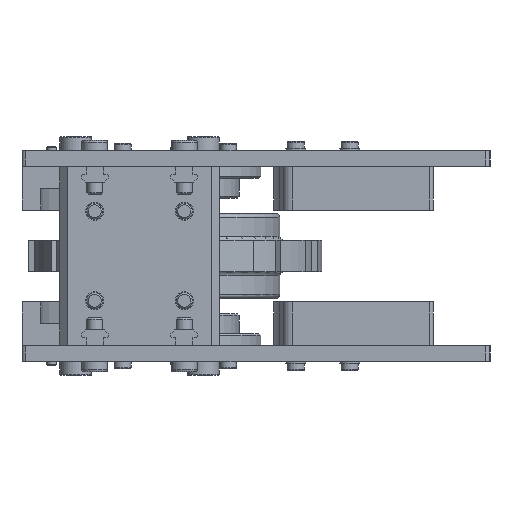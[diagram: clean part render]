
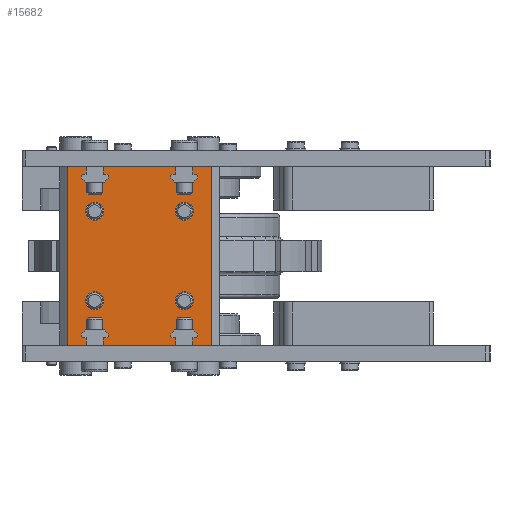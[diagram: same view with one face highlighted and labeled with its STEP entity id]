
A CAD part, left-side view. The second image highlights one B-rep face of the part: STEP entity #15682.
In plain terms, the highlighted face is planar.
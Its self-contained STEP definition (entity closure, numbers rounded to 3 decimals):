
#754=FACE_BOUND('',#3074,.T.);
#755=FACE_BOUND('',#3075,.T.);
#756=FACE_BOUND('',#3076,.T.);
#757=FACE_BOUND('',#3077,.T.);
#1260=PLANE('',#17530);
#2035=FACE_OUTER_BOUND('',#3073,.T.);
#3073=EDGE_LOOP('',(#14295,#14296,#14297,#14298));
#3074=EDGE_LOOP('',(#14299));
#3075=EDGE_LOOP('',(#14300));
#3076=EDGE_LOOP('',(#14301));
#3077=EDGE_LOOP('',(#14302));
#4565=LINE('',#26476,#6051);
#4571=LINE('',#26488,#6057);
#4581=LINE('',#26520,#6067);
#4584=LINE('',#26525,#6070);
#6051=VECTOR('',#21683,10.);
#6057=VECTOR('',#21693,10.);
#6067=VECTOR('',#21721,10.);
#6070=VECTOR('',#21726,10.);
#6709=CIRCLE('',#17531,4.5);
#6710=CIRCLE('',#17532,4.5);
#6711=CIRCLE('',#17533,4.5);
#6712=CIRCLE('',#17534,4.5);
#8114=VERTEX_POINT('',#26473);
#8115=VERTEX_POINT('',#26475);
#8119=VERTEX_POINT('',#26487);
#8132=VERTEX_POINT('',#26519);
#8134=VERTEX_POINT('',#26526);
#8135=VERTEX_POINT('',#26528);
#8136=VERTEX_POINT('',#26530);
#8137=VERTEX_POINT('',#26532);
#10192=EDGE_CURVE('',#8114,#8115,#4565,.T.);
#10198=EDGE_CURVE('',#8119,#8115,#4571,.T.);
#10214=EDGE_CURVE('',#8119,#8132,#4581,.T.);
#10217=EDGE_CURVE('',#8114,#8132,#4584,.T.);
#10218=EDGE_CURVE('',#8134,#8134,#6709,.T.);
#10219=EDGE_CURVE('',#8135,#8135,#6710,.T.);
#10220=EDGE_CURVE('',#8136,#8136,#6711,.T.);
#10221=EDGE_CURVE('',#8137,#8137,#6712,.T.);
#14295=ORIENTED_EDGE('',*,*,#10192,.F.);
#14296=ORIENTED_EDGE('',*,*,#10217,.T.);
#14297=ORIENTED_EDGE('',*,*,#10214,.F.);
#14298=ORIENTED_EDGE('',*,*,#10198,.T.);
#14299=ORIENTED_EDGE('',*,*,#10218,.T.);
#14300=ORIENTED_EDGE('',*,*,#10219,.T.);
#14301=ORIENTED_EDGE('',*,*,#10220,.T.);
#14302=ORIENTED_EDGE('',*,*,#10221,.T.);
#15682=ADVANCED_FACE('',(#2035,#754,#755,#756,#757),#1260,.T.);
#17530=AXIS2_PLACEMENT_3D('',#26524,#21724,#21725);
#17531=AXIS2_PLACEMENT_3D('',#26527,#21727,#21728);
#17532=AXIS2_PLACEMENT_3D('',#26529,#21729,#21730);
#17533=AXIS2_PLACEMENT_3D('',#26531,#21731,#21732);
#17534=AXIS2_PLACEMENT_3D('',#26533,#21733,#21734);
#21683=DIRECTION('',(1.,0.,0.));
#21693=DIRECTION('',(0.,-1.,0.));
#21721=DIRECTION('',(-1.,0.,0.));
#21724=DIRECTION('center_axis',(0.,0.,-1.));
#21725=DIRECTION('ref_axis',(-1.,0.,0.));
#21726=DIRECTION('',(0.,1.,0.));
#21727=DIRECTION('center_axis',(0.,0.,1.));
#21728=DIRECTION('ref_axis',(1.,0.,0.));
#21729=DIRECTION('center_axis',(0.,0.,1.));
#21730=DIRECTION('ref_axis',(1.,0.,0.));
#21731=DIRECTION('center_axis',(0.,0.,1.));
#21732=DIRECTION('ref_axis',(1.,0.,0.));
#21733=DIRECTION('center_axis',(0.,0.,1.));
#21734=DIRECTION('ref_axis',(1.,0.,0.));
#26473=CARTESIAN_POINT('',(-45.,-36.,-10.));
#26475=CARTESIAN_POINT('',(45.,-36.,-10.));
#26476=CARTESIAN_POINT('',(-22.5,-36.,-10.));
#26487=CARTESIAN_POINT('',(45.,36.,-10.));
#26488=CARTESIAN_POINT('',(45.,40.,-10.));
#26519=CARTESIAN_POINT('',(-45.,36.,-10.));
#26520=CARTESIAN_POINT('',(22.5,36.,-10.));
#26524=CARTESIAN_POINT('Origin',(0.,0.,-10.));
#26525=CARTESIAN_POINT('',(-45.,-40.,-10.));
#26526=CARTESIAN_POINT('',(18.,22.5,-10.));
#26527=CARTESIAN_POINT('Origin',(22.5,22.5,-10.));
#26528=CARTESIAN_POINT('',(-27.,-22.5,-10.));
#26529=CARTESIAN_POINT('Origin',(-22.5,-22.5,-10.));
#26530=CARTESIAN_POINT('',(-27.,22.5,-10.));
#26531=CARTESIAN_POINT('Origin',(-22.5,22.5,-10.));
#26532=CARTESIAN_POINT('',(18.,-22.5,-10.));
#26533=CARTESIAN_POINT('Origin',(22.5,-22.5,-10.));
